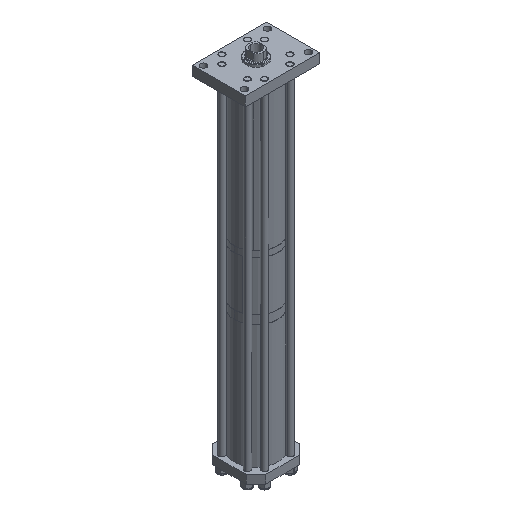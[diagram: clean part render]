
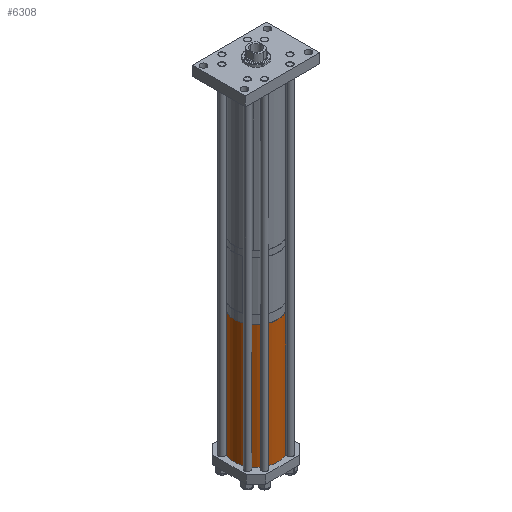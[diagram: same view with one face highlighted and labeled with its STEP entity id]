
A CAD part, isometric view. The second image highlights one B-rep face of the part: STEP entity #6308.
In plain terms, the highlighted cylindrical face has radius 114.3 mm (diameter 228.6 mm), a partial arc.
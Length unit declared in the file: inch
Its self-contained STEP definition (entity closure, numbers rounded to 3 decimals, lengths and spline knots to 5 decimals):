
#227 = EDGE_CURVE ( 'NONE', #8067, #8659, #1161, .T. ) ;
#266 = VERTEX_POINT ( 'NONE', #5451 ) ;
#1161 = LINE ( 'NONE', #7781, #8815 ) ;
#1188 = EDGE_CURVE ( 'NONE', #266, #8590, #9470, .T. ) ;
#1286 = AXIS2_PLACEMENT_3D ( 'NONE', #1922, #9917, #9802 ) ;
#1922 = CARTESIAN_POINT ( 'NONE',  ( 0., 0., 0. ) ) ;
#2168 = CYLINDRICAL_SURFACE ( 'NONE', #4316, 4.5 ) ;
#2255 = CARTESIAN_POINT ( 'NONE',  ( 4.5, 0., 25.552 ) ) ;
#2284 = DIRECTION ( 'NONE',  ( 0., 0., -1. ) ) ;
#3783 = EDGE_LOOP ( 'NONE', ( #8578, #6664, #8769, #5891 ) ) ;
#4316 = AXIS2_PLACEMENT_3D ( 'NONE', #4794, #7454, #5839 ) ;
#4344 = CARTESIAN_POINT ( 'NONE',  ( -4.5, 0., 0. ) ) ;
#4649 = EDGE_CURVE ( 'NONE', #8067, #266, #5908, .T. ) ;
#4794 = CARTESIAN_POINT ( 'NONE',  ( 0., 0., 25.552 ) ) ;
#5011 = EDGE_CURVE ( 'NONE', #8659, #8590, #6179, .T. ) ;
#5107 = DIRECTION ( 'NONE',  ( 1., 0., 0. ) ) ;
#5451 = CARTESIAN_POINT ( 'NONE',  ( 4.5, 0., 25.552 ) ) ;
#5766 = AXIS2_PLACEMENT_3D ( 'NONE', #9438, #8605, #5107 ) ;
#5839 = DIRECTION ( 'NONE',  ( -1., 0., 0. ) ) ;
#5891 = ORIENTED_EDGE ( 'NONE', *, *, #5011, .T. ) ;
#5908 = CIRCLE ( 'NONE', #5766, 4.5 ) ;
#5982 = CARTESIAN_POINT ( 'NONE',  ( 4.5, 0., 0. ) ) ;
#6179 = CIRCLE ( 'NONE', #1286, 4.5 ) ;
#6308 = ADVANCED_FACE ( 'NONE', ( #7098 ), #2168, .T. ) ;
#6664 = ORIENTED_EDGE ( 'NONE', *, *, #4649, .F. ) ;
#7098 = FACE_OUTER_BOUND ( 'NONE', #3783, .T. ) ;
#7145 = VECTOR ( 'NONE', #2284, 39.37008 ) ;
#7454 = DIRECTION ( 'NONE',  ( 0., 0., -1. ) ) ;
#7781 = CARTESIAN_POINT ( 'NONE',  ( -4.5, 0., 25.552 ) ) ;
#8067 = VERTEX_POINT ( 'NONE', #10550 ) ;
#8578 = ORIENTED_EDGE ( 'NONE', *, *, #1188, .F. ) ;
#8590 = VERTEX_POINT ( 'NONE', #5982 ) ;
#8605 = DIRECTION ( 'NONE',  ( 0., 0., 1. ) ) ;
#8659 = VERTEX_POINT ( 'NONE', #4344 ) ;
#8769 = ORIENTED_EDGE ( 'NONE', *, *, #227, .T. ) ;
#8815 = VECTOR ( 'NONE', #8897, 39.37008 ) ;
#8897 = DIRECTION ( 'NONE',  ( 0., 0., -1. ) ) ;
#9438 = CARTESIAN_POINT ( 'NONE',  ( 0., 0., 25.552 ) ) ;
#9470 = LINE ( 'NONE', #2255, #7145 ) ;
#9802 = DIRECTION ( 'NONE',  ( 1., 0., 0. ) ) ;
#9917 = DIRECTION ( 'NONE',  ( 0., 0., 1. ) ) ;
#10550 = CARTESIAN_POINT ( 'NONE',  ( -4.5, 0., 25.552 ) ) ;
